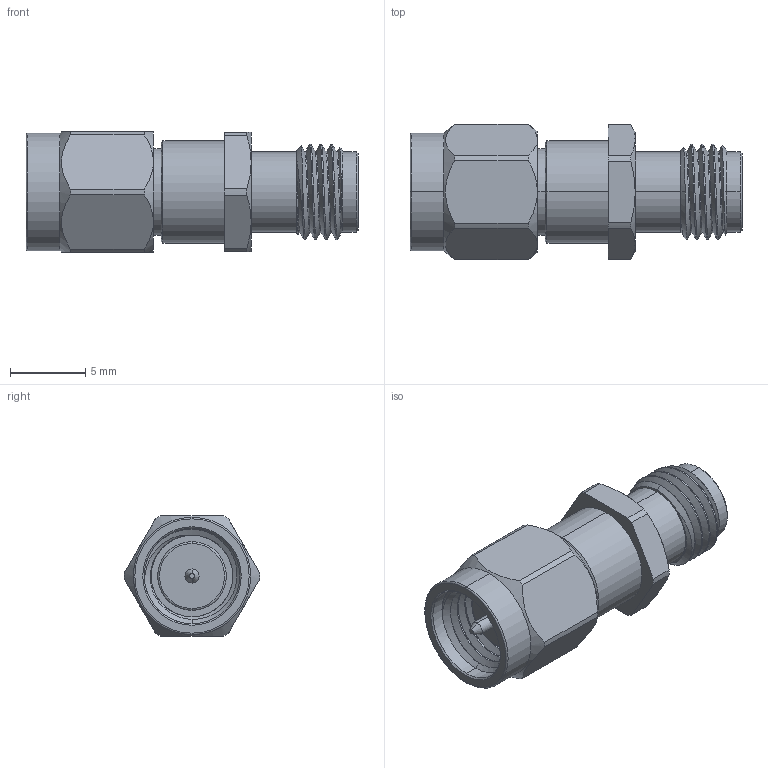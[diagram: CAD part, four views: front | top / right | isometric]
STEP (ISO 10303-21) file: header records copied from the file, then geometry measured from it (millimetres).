
FILE_DESCRIPTION (( 'STEP AP214' ), '1' );
FILE_NAME ('SD3241.STEP', '2018-02-20T22:22:44', ( '' ), ( '' ), 'SwSTEP 2.0', 'SolidWorks 2017', '' );
FILE_SCHEMA (( 'AUTOMOTIVE_DESIGN' ));
Length unit declared in the file: inch
Products named in the file (1): SD3241
Bounding box: 22.1 x 9.02 x 8 mm (x, y, z)
Volume: 748.6 mm3; surface area: 959.7 mm2
Topology: 3 solids, 3 shells, 140 faces, 326 edges, 203 vertices
Faces by surface type: cylinder 61, cone 39, plane 30, bspline 6, torus 4
Entity records: 6135 total; most frequent: CARTESIAN_POINT 2935, ORIENTED_EDGE 652, DIRECTION 636, EDGE_CURVE 326, AXIS2_PLACEMENT_3D 267, VERTEX_POINT 203, EDGE_LOOP 155, FACE_OUTER_BOUND 140
